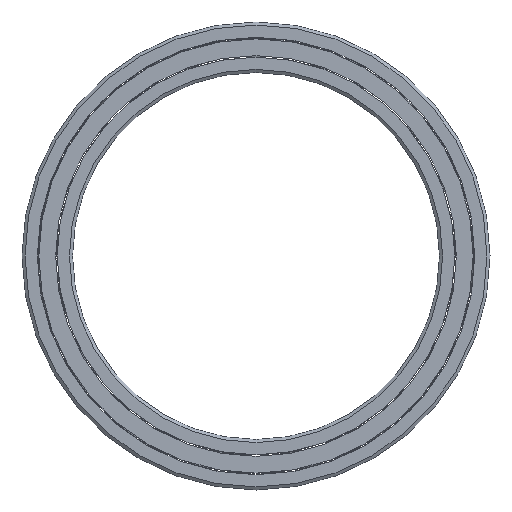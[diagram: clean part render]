
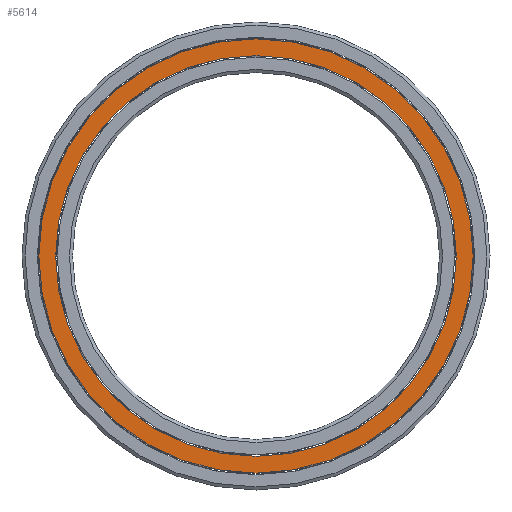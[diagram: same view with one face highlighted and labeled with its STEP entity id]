
A CAD part, left-side view. The second image highlights one B-rep face of the part: STEP entity #5614.
In plain terms, the highlighted planar face has unit normal (-1, 0, 0).
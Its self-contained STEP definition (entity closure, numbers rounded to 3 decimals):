
#34=CARTESIAN_POINT('',(-3.5,-0.,-35.5));
#35=VERTEX_POINT('',#34);
#42=CARTESIAN_POINT('',(-3.5,0.,0.));
#43=DIRECTION('',(1.,0.,0.));
#44=DIRECTION('',(0.,0.,-1.));
#45=AXIS2_PLACEMENT_3D('',#42,#43,#44);
#46=CIRCLE('',#45,35.5);
#47=EDGE_CURVE('',#35,#35,#46,.T.);
#2467=CARTESIAN_POINT('',(-3.5,-0.,-32.75));
#2468=VERTEX_POINT('',#2467);
#4949=CARTESIAN_POINT('',(-3.5,0.,0.));
#4950=DIRECTION('',(1.,0.,0.));
#4951=DIRECTION('',(0.,0.,-1.));
#4952=AXIS2_PLACEMENT_3D('',#4949,#4950,#4951);
#4953=CIRCLE('',#4952,32.75);
#4954=EDGE_CURVE('',#2468,#2468,#4953,.T.);
#5603=CARTESIAN_POINT('',(-3.5,0.,0.));
#5604=DIRECTION('',(1.,0.,0.));
#5605=DIRECTION('',(0.,0.,-1.));
#5606=AXIS2_PLACEMENT_3D('',#5603,#5604,#5605);
#5607=PLANE('',#5606);
#5608=ORIENTED_EDGE('',*,*,#4954,.T.);
#5609=EDGE_LOOP('',(#5608));
#5610=FACE_BOUND('',#5609,.T.);
#5611=ORIENTED_EDGE('',*,*,#47,.F.);
#5612=EDGE_LOOP('',(#5611));
#5613=FACE_BOUND('',#5612,.T.);
#5614=ADVANCED_FACE('',(#5610,#5613),#5607,.F.);
